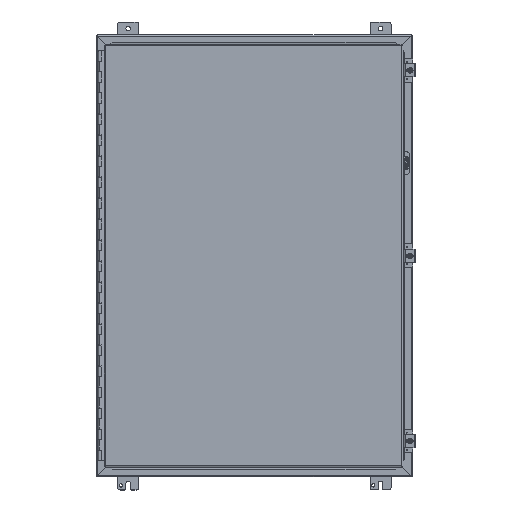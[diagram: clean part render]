
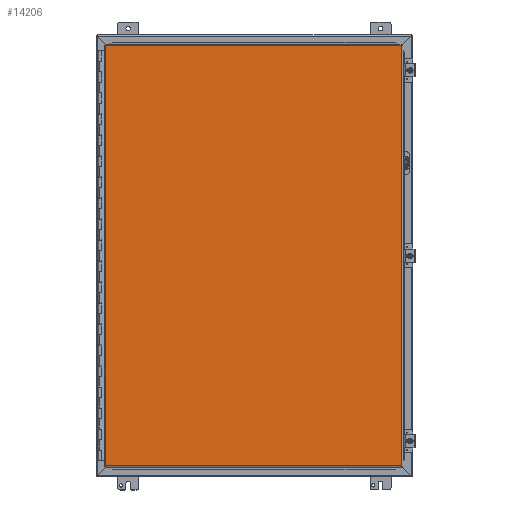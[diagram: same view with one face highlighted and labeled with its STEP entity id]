
A CAD part, top view. The second image highlights one B-rep face of the part: STEP entity #14206.
In plain terms, the highlighted face is planar.
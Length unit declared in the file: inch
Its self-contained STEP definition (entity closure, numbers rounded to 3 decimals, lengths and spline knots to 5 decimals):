
#13363=CARTESIAN_POINT('',(-14.08225,-19.9885,0.));
#13364=VERTEX_POINT('',#13363);
#13375=CARTESIAN_POINT('',(14.08225,-19.9885,0.));
#13376=VERTEX_POINT('',#13375);
#13377=CARTESIAN_POINT('',(14.08225,-19.9885,0.0));
#13378=DIRECTION('',(-1.0,0.0,0.0));
#13379=VECTOR('',#13378,28.1645);
#13380=LINE('',#13377,#13379);
#13381=EDGE_CURVE('',#13376,#13364,#13380,.T.);
#13497=CARTESIAN_POINT('',(-14.08225,19.9885,0.));
#13498=VERTEX_POINT('',#13497);
#13596=CARTESIAN_POINT('',(14.08225,19.9885,0.));
#13597=VERTEX_POINT('',#13596);
#13608=CARTESIAN_POINT('',(-14.08225,19.9885,0.0));
#13609=DIRECTION('',(1.0,0.0,0.0));
#13610=VECTOR('',#13609,28.1645);
#13611=LINE('',#13608,#13610);
#13612=EDGE_CURVE('',#13498,#13597,#13611,.T.);
#13917=CARTESIAN_POINT('',(-14.08225,-19.9885,0.0));
#13918=DIRECTION('',(0.0,1.0,0.0));
#13919=VECTOR('',#13918,39.977);
#13920=LINE('',#13917,#13919);
#13921=EDGE_CURVE('',#13364,#13498,#13920,.T.);
#14011=CARTESIAN_POINT('',(14.08225,19.9885,0.0));
#14012=DIRECTION('',(0.0,-1.0,0.0));
#14013=VECTOR('',#14012,39.977);
#14014=LINE('',#14011,#14013);
#14015=EDGE_CURVE('',#13597,#13376,#14014,.T.);
#14195=CARTESIAN_POINT('',(0.0,0.,0.0));
#14196=DIRECTION('',(0.0,0.0,1.0));
#14197=DIRECTION('',(1.0,0.0,0.0));
#14198=AXIS2_PLACEMENT_3D('',#14195,#14196,#14197);
#14199=PLANE('',#14198);
#14200=ORIENTED_EDGE('',*,*,#13921,.T.);
#14201=ORIENTED_EDGE('',*,*,#13612,.T.);
#14202=ORIENTED_EDGE('',*,*,#14015,.T.);
#14203=ORIENTED_EDGE('',*,*,#13381,.T.);
#14204=EDGE_LOOP('',(#14200,#14201,#14202,#14203));
#14205=FACE_OUTER_BOUND('',#14204,.T.);
#14206=ADVANCED_FACE('',(#14205),#14199,.F.);
